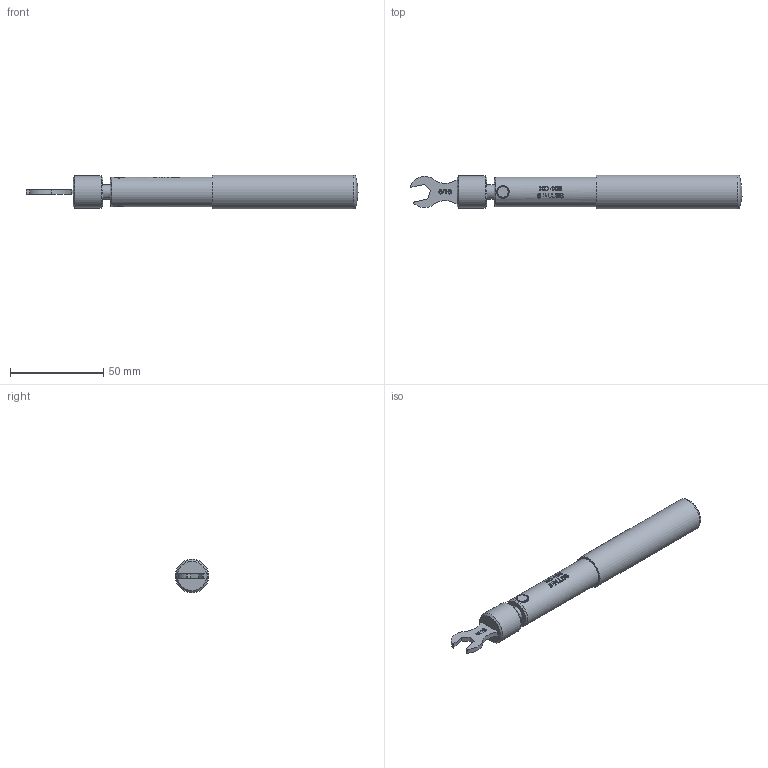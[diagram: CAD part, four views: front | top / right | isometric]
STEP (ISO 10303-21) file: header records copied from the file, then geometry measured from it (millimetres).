
FILE_DESCRIPTION (( 'STEP AP203' ), '1' );
FILE_NAME ('ST-SMA5_3D.step', '2021-05-04T16:34:07', ( '' ), ( '' ), 'SwSTEP 2.0', 'SolidWorks 2020', '' );
FILE_SCHEMA (( 'CONFIG_CONTROL_DESIGN' ));
Length unit declared in the file: inch
Products named in the file (1): ST-SMA5_3D
Bounding box: 178.31 x 18.03 x 18.03 mm (x, y, z)
Volume: 35332.5 mm3; surface area: 10235.5 mm2
Topology: 2 solids, 2 shells, 235 faces, 614 edges, 407 vertices
Faces by surface type: bspline 101, plane 93, cylinder 34, cone 5, sphere 1, torus 1
Full cylindrical faces by diameter (mm): 6.251 x1, 6.302 x1, 7.744 x1, 9.776 x1, 16.002 x1, 17.462 x1, 18.034 x1
Entity records: 20744 total; most frequent: CARTESIAN_POINT 15786, ORIENTED_EDGE 1180, DIRECTION 649, EDGE_CURVE 590, VERTEX_POINT 400, B_SPLINE_CURVE_WITH_KNOTS 295, EDGE_LOOP 282, FACE_OUTER_BOUND 245
